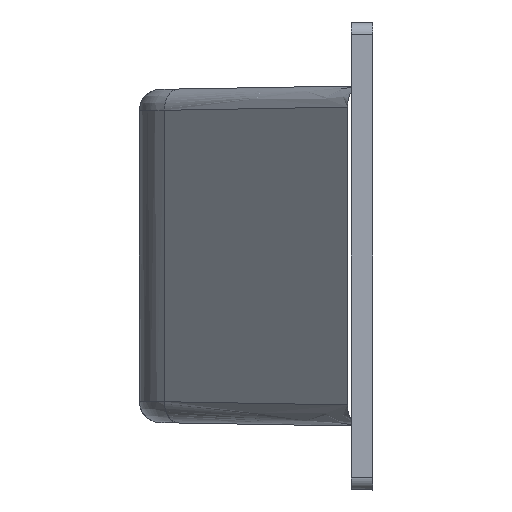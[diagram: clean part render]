
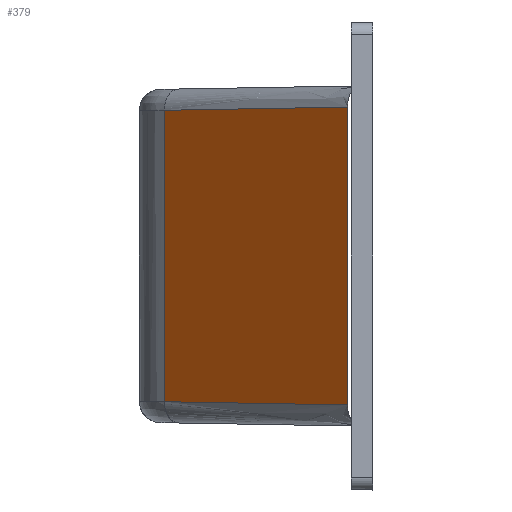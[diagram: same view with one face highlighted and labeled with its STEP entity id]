
A CAD part, left-side view. The second image highlights one B-rep face of the part: STEP entity #379.
In plain terms, the highlighted planar face has unit normal (0.707, -0.707, 0).
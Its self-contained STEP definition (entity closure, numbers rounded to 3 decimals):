
#265=PLANE($,#7311);
#379=ADVANCED_FACE($,(#671),#265,.T.);
#671=FACE_OUTER_BOUND($,#963,.T.);
#963=EDGE_LOOP($,(#1515,#1516,#1517,#1518,#1519,#1520));
#1515=ORIENTED_EDGE($,*,*,#3463,.T.);
#1516=ORIENTED_EDGE($,*,*,#3464,.T.);
#1517=ORIENTED_EDGE($,*,*,#3465,.T.);
#1518=ORIENTED_EDGE($,*,*,#3466,.T.);
#1519=ORIENTED_EDGE($,*,*,#3467,.T.);
#1520=ORIENTED_EDGE($,*,*,#3468,.T.);
#3463=EDGE_CURVE($,#4661,#4662,#5982,.T.);
#3464=EDGE_CURVE($,#4662,#4663,#5983,.T.);
#3465=EDGE_CURVE($,#4663,#4664,#5863,.T.);
#3466=EDGE_CURVE($,#4664,#4665,#5984,.T.);
#3467=EDGE_CURVE($,#4665,#4666,#5864,.T.);
#3468=EDGE_CURVE($,#4666,#4661,#5985,.T.);
#4661=VERTEX_POINT($,#7596);
#4662=VERTEX_POINT($,#7597);
#4663=VERTEX_POINT($,#7598);
#4664=VERTEX_POINT($,#7599);
#4665=VERTEX_POINT($,#7600);
#4666=VERTEX_POINT($,#7601);
#5863=(
BOUNDED_CURVE()
B_SPLINE_CURVE(2,(#7585,#7586,#7587),.UNSPECIFIED.,.F.,.F.)
B_SPLINE_CURVE_WITH_KNOTS((3,3),(-7.736,-7.704),.UNSPECIFIED.)
CURVE()
GEOMETRIC_REPRESENTATION_ITEM()
RATIONAL_B_SPLINE_CURVE((1.,1.,1.))
REPRESENTATION_ITEM($)
);
#5864=(
BOUNDED_CURVE()
B_SPLINE_CURVE(2,(#7590,#7591,#7592),.UNSPECIFIED.,.F.,.F.)
B_SPLINE_CURVE_WITH_KNOTS((3,3),(-7.793,-7.761),.UNSPECIFIED.)
CURVE()
GEOMETRIC_REPRESENTATION_ITEM()
RATIONAL_B_SPLINE_CURVE((1.,1.,1.))
REPRESENTATION_ITEM($)
);
#5982=B_SPLINE_CURVE_WITH_KNOTS($,1,(#7581,#7582),.UNSPECIFIED.,.F.,.F.,
(2,2),(-68.5,0.),.UNSPECIFIED.);
#5983=B_SPLINE_CURVE_WITH_KNOTS($,1,(#7583,#7584),.UNSPECIFIED.,.F.,.F.,
(2,2),(-60.899,0.),.UNSPECIFIED.);
#5984=B_SPLINE_CURVE_WITH_KNOTS($,1,(#7588,#7589),.UNSPECIFIED.,.F.,.F.,
(2,2),(-69.956,0.),.UNSPECIFIED.);
#5985=B_SPLINE_CURVE_WITH_KNOTS($,1,(#7593,#7594),.UNSPECIFIED.,.F.,.F.,
(2,2),(-60.899,0.),.UNSPECIFIED.);
#7311=AXIS2_PLACEMENT_3D($,#7595,#7349,$);
#7349=DIRECTION($,(0.707,-0.707,0.));
#7581=CARTESIAN_POINT($,(-139.76,23.324,-60.393));
#7582=CARTESIAN_POINT($,(-139.76,23.324,8.106));
#7583=CARTESIAN_POINT($,(-139.76,23.324,8.106));
#7584=CARTESIAN_POINT($,(-182.819,-19.735,8.858));
#7585=CARTESIAN_POINT($,(-182.819,-19.735,8.858));
#7586=CARTESIAN_POINT($,(-182.819,-19.736,8.846));
#7587=CARTESIAN_POINT($,(-182.819,-19.736,8.834));
#7588=CARTESIAN_POINT($,(-182.819,-19.736,8.834));
#7589=CARTESIAN_POINT($,(-182.819,-19.736,-61.122));
#7590=CARTESIAN_POINT($,(-182.819,-19.736,-61.122));
#7591=CARTESIAN_POINT($,(-182.819,-19.736,-61.133));
#7592=CARTESIAN_POINT($,(-182.819,-19.735,-61.145));
#7593=CARTESIAN_POINT($,(-182.819,-19.735,-61.145));
#7594=CARTESIAN_POINT($,(-139.76,23.324,-60.393));
#7595=CARTESIAN_POINT($,(-139.76,23.324,9.558));
#7596=CARTESIAN_POINT($,(-139.76,23.324,-60.393));
#7597=CARTESIAN_POINT($,(-139.76,23.324,8.106));
#7598=CARTESIAN_POINT($,(-182.819,-19.735,8.858));
#7599=CARTESIAN_POINT($,(-182.819,-19.736,8.834));
#7600=CARTESIAN_POINT($,(-182.819,-19.736,-61.122));
#7601=CARTESIAN_POINT($,(-182.819,-19.735,-61.145));
